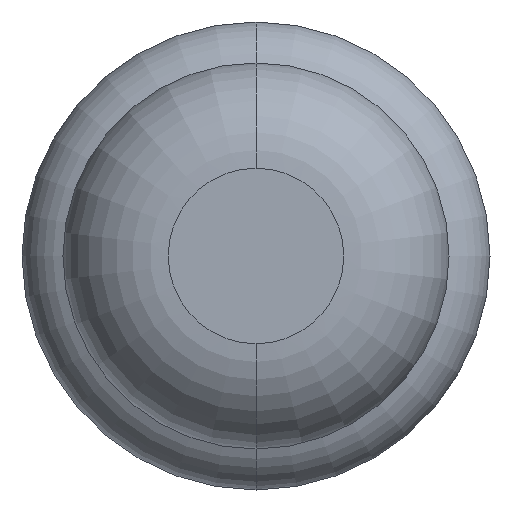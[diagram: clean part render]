
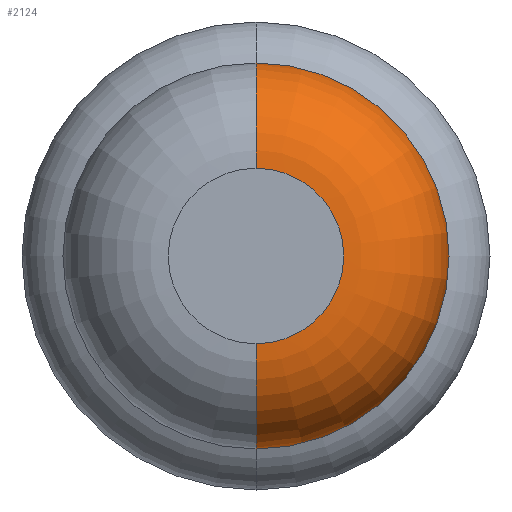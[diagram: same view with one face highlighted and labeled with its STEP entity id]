
A CAD part, front view. The second image highlights one B-rep face of the part: STEP entity #2124.
In plain terms, the highlighted toroidal (fillet/blend) face has major radius 0.375 mm and minor radius 0.45 mm.
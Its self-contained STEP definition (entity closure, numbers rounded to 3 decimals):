
#13 = DIRECTION ( 'NONE',  ( 0., 0., 1. ) ) ;
#36 = DIRECTION ( 'NONE',  ( 0., 0., 1. ) ) ;
#84 = AXIS2_PLACEMENT_3D ( 'NONE', #2760, #1098, #1766 ) ;
#311 = ORIENTED_EDGE ( 'NONE', *, *, #1662, .F. ) ;
#341 = ORIENTED_EDGE ( 'NONE', *, *, #778, .T. ) ;
#734 = CARTESIAN_POINT ( 'NONE',  ( 0., -29.95, -0.375 ) ) ;
#778 = EDGE_CURVE ( 'Defeature ausgef�hrt1_6+Defeature ausgef�hrt1_5+Defeature ausgef�hrt1_5+Defeature ausgef�hrt1_5', #1341, #3856, #4126, .T. ) ;
#1064 = DIRECTION ( 'NONE',  ( 0., 0., -1. ) ) ;
#1098 = DIRECTION ( 'NONE',  ( 0., 1., 0. ) ) ;
#1309 = DIRECTION ( 'NONE',  ( -1., 0., 0. ) ) ;
#1326 = DIRECTION ( 'NONE',  ( 0., 0., 1. ) ) ;
#1341 = VERTEX_POINT ( 'NONE', #2845 ) ;
#1542 = AXIS2_PLACEMENT_3D ( 'NONE', #734, #3063, #1064 ) ;
#1560 = VERTEX_POINT ( 'NONE', #3279 ) ;
#1662 = EDGE_CURVE ( 'Defeature ausgef�hrt1_7+Defeature ausgef�hrt1_6+Defeature ausgef�hrt1_6+Defeature ausgef�hrt1_6', #3311, #1560, #2510, .T. ) ;
#1745 = EDGE_CURVE ( 'NONE', #3856, #1560, #2908, .T. ) ;
#1766 = DIRECTION ( 'NONE',  ( 0., 0., 1. ) ) ;
#1847 = EDGE_LOOP ( 'NONE', ( #341, #2588, #311, #3250 ) ) ;
#1989 = CARTESIAN_POINT ( 'NONE',  ( 0., -29.95, 0.825 ) ) ;
#2124 = ADVANCED_FACE ( 'Defeature ausgef�hrt1_6', ( #2954 ), #2188, .T. ) ;
#2183 = CARTESIAN_POINT ( 'NONE',  ( 0., -30.4, -0.375 ) ) ;
#2188 = TOROIDAL_SURFACE ( 'NONE', #3302, 0.375, 0.45 ) ;
#2510 = CIRCLE ( 'NONE', #3902, 0.825 ) ;
#2578 = EDGE_CURVE ( 'NONE', #1341, #3311, #3459, .T. ) ;
#2588 = ORIENTED_EDGE ( 'NONE', *, *, #1745, .T. ) ;
#2659 = CARTESIAN_POINT ( 'NONE',  ( 0., -29.95, 0. ) ) ;
#2711 = DIRECTION ( 'NONE',  ( 0., 1., 0. ) ) ;
#2760 = CARTESIAN_POINT ( 'NONE',  ( 0., -30.4, 0. ) ) ;
#2845 = CARTESIAN_POINT ( 'NONE',  ( 0., -30.4, 0.375 ) ) ;
#2908 = CIRCLE ( 'NONE', #1542, 0.45 ) ;
#2954 = FACE_OUTER_BOUND ( 'NONE', #1847, .T. ) ;
#2984 = DIRECTION ( 'NONE',  ( 0., 1., 0. ) ) ;
#3063 = DIRECTION ( 'NONE',  ( 1., 0., 0. ) ) ;
#3250 = ORIENTED_EDGE ( 'NONE', *, *, #2578, .F. ) ;
#3279 = CARTESIAN_POINT ( 'NONE',  ( 0., -29.95, -0.825 ) ) ;
#3302 = AXIS2_PLACEMENT_3D ( 'NONE', #3339, #2711, #1326 ) ;
#3311 = VERTEX_POINT ( 'NONE', #1989 ) ;
#3339 = CARTESIAN_POINT ( 'NONE',  ( 0., -29.95, 0. ) ) ;
#3459 = CIRCLE ( 'NONE', #4033, 0.45 ) ;
#3856 = VERTEX_POINT ( 'NONE', #2183 ) ;
#3902 = AXIS2_PLACEMENT_3D ( 'NONE', #2659, #2984, #36 ) ;
#4000 = CARTESIAN_POINT ( 'NONE',  ( 0., -29.95, 0.375 ) ) ;
#4033 = AXIS2_PLACEMENT_3D ( 'NONE', #4000, #1309, #13 ) ;
#4126 = CIRCLE ( 'NONE', #84, 0.375 ) ;
